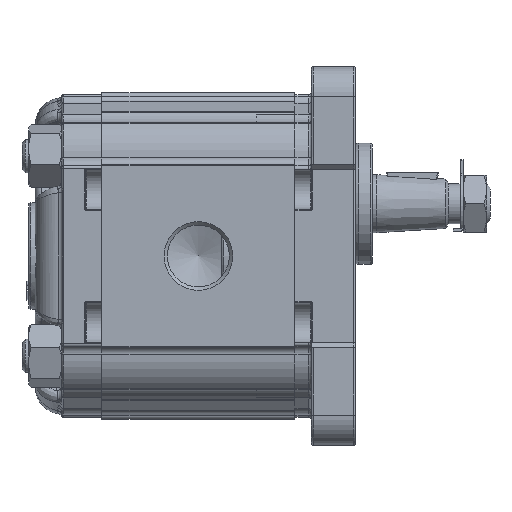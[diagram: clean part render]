
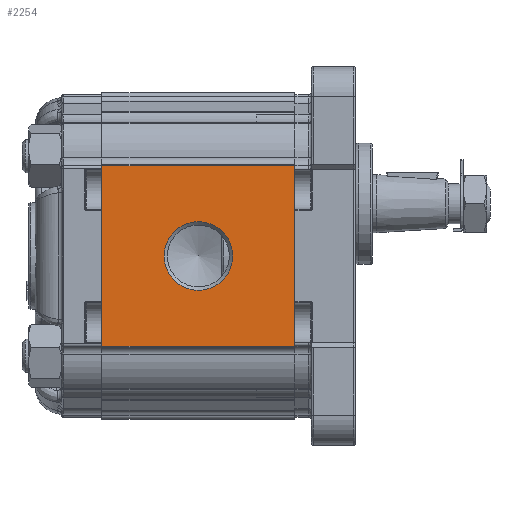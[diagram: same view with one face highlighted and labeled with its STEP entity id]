
A CAD part, left-side view. The second image highlights one B-rep face of the part: STEP entity #2254.
In plain terms, the highlighted planar face has unit normal (-1, 0, 0).
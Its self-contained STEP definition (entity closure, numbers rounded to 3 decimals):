
#2254 = ADVANCED_FACE( '', ( #6230, #6231 ), #6232, .T. );
#6230 = FACE_BOUND( '', #12380, .T. );
#6231 = FACE_OUTER_BOUND( '', #12381, .T. );
#6232 = PLANE( '', #12382 );
#12380 = EDGE_LOOP( '', ( #21860 ) );
#12381 = EDGE_LOOP( '', ( #21861, #21862, #21863, #21864 ) );
#12382 = AXIS2_PLACEMENT_3D( '', #21865, #21866, #21867 );
#21860 = ORIENTED_EDGE( '', *, *, #38675, .T. );
#21861 = ORIENTED_EDGE( '', *, *, #38676, .F. );
#21862 = ORIENTED_EDGE( '', *, *, #38677, .F. );
#21863 = ORIENTED_EDGE( '', *, *, #38298, .T. );
#21864 = ORIENTED_EDGE( '', *, *, #38678, .T. );
#21865 = CARTESIAN_POINT( '', ( -43., 58., 27.048 ) );
#21866 = DIRECTION( '', ( -1., 0., 0. ) );
#21867 = DIRECTION( '', ( 0., 0., 1. ) );
#38298 = EDGE_CURVE( '', #45447, #45445, #45448, .T. );
#38675 = EDGE_CURVE( '', #46112, #46112, #46113, .F. );
#38676 = EDGE_CURVE( '', #46114, #46115, #46116, .T. );
#38677 = EDGE_CURVE( '', #45447, #46114, #46117, .T. );
#38678 = EDGE_CURVE( '', #45445, #46115, #46118, .T. );
#45445 = VERTEX_POINT( '', #56043 );
#45447 = VERTEX_POINT( '', #56045 );
#45448 = LINE( '', #56046, #56047 );
#46112 = VERTEX_POINT( '', #57334 );
#46113 = CIRCLE( '', #57335, 10.316 );
#46114 = VERTEX_POINT( '', #57336 );
#46115 = VERTEX_POINT( '', #57337 );
#46116 = LINE( '', #57338, #57339 );
#46117 = LINE( '', #57340, #57341 );
#46118 = LINE( '', #57342, #57343 );
#56043 = CARTESIAN_POINT( '', ( -43., 58., -27.048 ) );
#56045 = CARTESIAN_POINT( '', ( -43., 58., 27.048 ) );
#56046 = CARTESIAN_POINT( '', ( -43., 58., 27.048 ) );
#56047 = VECTOR( '', #73922, 1000. );
#57334 = CARTESIAN_POINT( '', ( -43., 29., 10.316 ) );
#57335 = AXIS2_PLACEMENT_3D( '', #74402, #74403, #74404 );
#57336 = CARTESIAN_POINT( '', ( -43., 0., 27.048 ) );
#57337 = CARTESIAN_POINT( '', ( -43., 0., -27.048 ) );
#57338 = CARTESIAN_POINT( '', ( -43., 0., 27.048 ) );
#57339 = VECTOR( '', #74405, 1000. );
#57340 = CARTESIAN_POINT( '', ( -43., 58., 27.048 ) );
#57341 = VECTOR( '', #74406, 1000. );
#57342 = CARTESIAN_POINT( '', ( -43., 58., -27.048 ) );
#57343 = VECTOR( '', #74407, 1000. );
#73922 = DIRECTION( '', ( 0., 0., -1. ) );
#74402 = CARTESIAN_POINT( '', ( -43., 29., 0. ) );
#74403 = DIRECTION( '', ( -1., 0., 0. ) );
#74404 = DIRECTION( '', ( 0., 0., 1. ) );
#74405 = DIRECTION( '', ( 0., 0., -1. ) );
#74406 = DIRECTION( '', ( 0., -1., 0. ) );
#74407 = DIRECTION( '', ( 0., -1., 0. ) );
